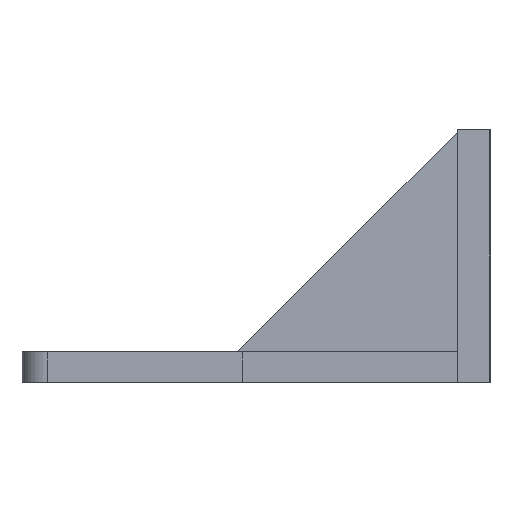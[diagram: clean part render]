
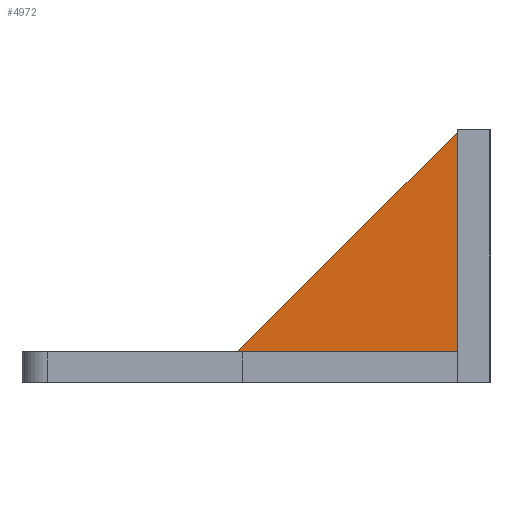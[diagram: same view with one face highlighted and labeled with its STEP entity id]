
A CAD part, left-side view. The second image highlights one B-rep face of the part: STEP entity #4972.
In plain terms, the highlighted planar face has unit normal (-1, 0, 0).
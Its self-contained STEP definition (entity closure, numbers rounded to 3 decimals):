
#4865=CARTESIAN_POINT('',(-49.1,122.5,4.5));
#4866=VERTEX_POINT('',#4865);
#4881=CARTESIAN_POINT('',(-49.1,122.5,47.885));
#4882=VERTEX_POINT('',#4881);
#4889=CARTESIAN_POINT('',(-49.1,122.5,4.5));
#4890=DIRECTION('',(0.,0.,1.));
#4891=VECTOR('',#4890,43.385);
#4892=LINE('',#4889,#4891);
#4893=EDGE_CURVE('',#4866,#4882,#4892,.T.);
#4903=CARTESIAN_POINT('',(-49.1,165.885,4.5));
#4904=VERTEX_POINT('',#4903);
#4905=CARTESIAN_POINT('',(-49.1,122.5,47.885));
#4906=DIRECTION('',(0.,0.707,-0.707));
#4907=VECTOR('',#4906,61.355);
#4908=LINE('',#4905,#4907);
#4909=EDGE_CURVE('',#4882,#4904,#4908,.T.);
#4941=CARTESIAN_POINT('',(-49.1,165.885,4.5));
#4942=DIRECTION('',(0.,-1.,0.));
#4943=VECTOR('',#4942,43.385);
#4944=LINE('',#4941,#4943);
#4945=EDGE_CURVE('',#4904,#4866,#4944,.T.);
#4962=CARTESIAN_POINT('',(-49.1,99.5,0.));
#4963=DIRECTION('',(-1.,0.,0.));
#4964=DIRECTION('',(0.,-1.,0.));
#4965=AXIS2_PLACEMENT_3D('',#4962,#4963,#4964);
#4966=PLANE('',#4965);
#4967=ORIENTED_EDGE('',*,*,#4945,.T.);
#4968=ORIENTED_EDGE('',*,*,#4893,.T.);
#4969=ORIENTED_EDGE('',*,*,#4909,.T.);
#4970=EDGE_LOOP('',(#4967,#4968,#4969));
#4971=FACE_BOUND('',#4970,.T.);
#4972=ADVANCED_FACE('',(#4971),#4966,.T.);
